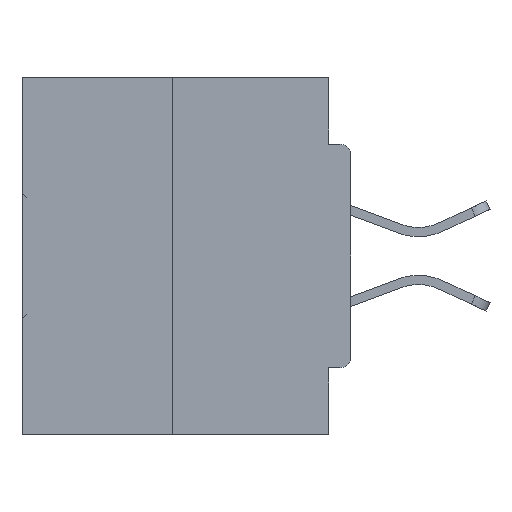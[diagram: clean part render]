
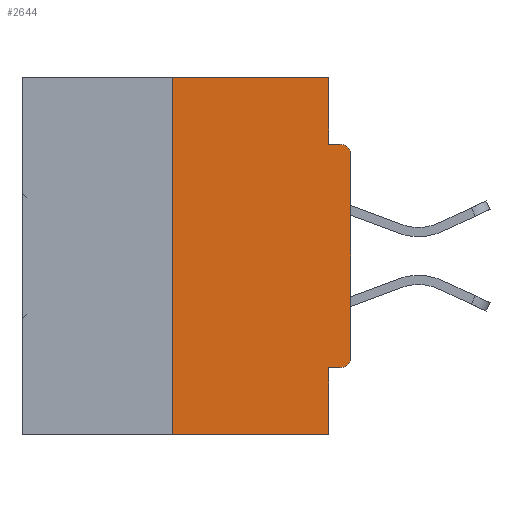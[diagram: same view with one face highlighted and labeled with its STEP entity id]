
A CAD part, left-side view. The second image highlights one B-rep face of the part: STEP entity #2644.
In plain terms, the highlighted planar face has unit normal (-1, 0, 0).
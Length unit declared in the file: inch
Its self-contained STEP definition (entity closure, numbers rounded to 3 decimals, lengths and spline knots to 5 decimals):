
#162 = VECTOR ( 'NONE', #21219, 39.37008 ) ;
#632 = VECTOR ( 'NONE', #18499, 39.37008 ) ;
#688 = FACE_OUTER_BOUND ( 'NONE', #12851, .T. ) ;
#1959 = VECTOR ( 'NONE', #38620, 39.37008 ) ;
#2644 = ADVANCED_FACE ( 'NONE', ( #688 ), #32198, .F. ) ;
#2658 = VECTOR ( 'NONE', #40872, 39.37008 ) ;
#3308 = ORIENTED_EDGE ( 'NONE', *, *, #39836, .F. ) ;
#3361 = EDGE_CURVE ( 'NONE', #24279, #12189, #44860, .T. ) ;
#5009 = DIRECTION ( 'NONE',  ( 0., 0., -1. ) ) ;
#5228 = CARTESIAN_POINT ( 'NONE',  ( 0., 0.015, -0.1085 ) ) ;
#6199 = CARTESIAN_POINT ( 'NONE',  ( 0., 0.25, -0.5 ) ) ;
#6703 = VERTEX_POINT ( 'NONE', #6199 ) ;
#6792 = DIRECTION ( 'NONE',  ( 0., -1., 0. ) ) ;
#7451 = ORIENTED_EDGE ( 'NONE', *, *, #3361, .F. ) ;
#7528 = DIRECTION ( 'NONE',  ( 1., 0., 0. ) ) ;
#8153 = CARTESIAN_POINT ( 'NONE',  ( 0., 0.031, 0. ) ) ;
#8915 = DIRECTION ( 'NONE',  ( 0., 0., -1. ) ) ;
#9106 = DIRECTION ( 'NONE',  ( -1., 0., 0. ) ) ;
#9311 = CARTESIAN_POINT ( 'NONE',  ( 0., 0.031, -0.5 ) ) ;
#11372 = AXIS2_PLACEMENT_3D ( 'NONE', #5228, #9106, #5009 ) ;
#12066 = ORIENTED_EDGE ( 'NONE', *, *, #18230, .F. ) ;
#12189 = VERTEX_POINT ( 'NONE', #9311 ) ;
#12851 = EDGE_LOOP ( 'NONE', ( #38936, #27654, #17815, #7451, #3308, #19873, #22560, #14485, #24020, #12066 ) ) ;
#13541 = CARTESIAN_POINT ( 'NONE',  ( 0., 0.031, -0.5 ) ) ;
#13718 = EDGE_CURVE ( 'NONE', #43709, #43134, #38086, .T. ) ;
#13766 = EDGE_CURVE ( 'NONE', #14647, #25632, #31229, .T. ) ;
#13828 = DIRECTION ( 'NONE',  ( 0., 1., 0. ) ) ;
#13879 = CARTESIAN_POINT ( 'NONE',  ( 0., 0.031, -0.4065 ) ) ;
#14319 = CARTESIAN_POINT ( 'NONE',  ( 0., 0., -0.0935 ) ) ;
#14389 = CARTESIAN_POINT ( 'NONE',  ( 0., 0.46, 0. ) ) ;
#14485 = ORIENTED_EDGE ( 'NONE', *, *, #44398, .T. ) ;
#14647 = VERTEX_POINT ( 'NONE', #25567 ) ;
#15257 = VECTOR ( 'NONE', #8915, 39.37008 ) ;
#15699 = CARTESIAN_POINT ( 'NONE',  ( 0., 0.015, -0.0935 ) ) ;
#16791 = CARTESIAN_POINT ( 'NONE',  ( 0., 0., -0.1085 ) ) ;
#16858 = DIRECTION ( 'NONE',  ( 0., -1., 0. ) ) ;
#17815 = ORIENTED_EDGE ( 'NONE', *, *, #40726, .T. ) ;
#18230 = EDGE_CURVE ( 'NONE', #25632, #43709, #42518, .T. ) ;
#18499 = DIRECTION ( 'NONE',  ( 0., 0., -1. ) ) ;
#18508 = LINE ( 'NONE', #32002, #1959 ) ;
#19370 = CIRCLE ( 'NONE', #23026, 0.015 ) ;
#19873 = ORIENTED_EDGE ( 'NONE', *, *, #44229, .T. ) ;
#20031 = VERTEX_POINT ( 'NONE', #39925 ) ;
#20702 = VERTEX_POINT ( 'NONE', #16791 ) ;
#20821 = VECTOR ( 'NONE', #6792, 39.37008 ) ;
#20828 = CIRCLE ( 'NONE', #11372, 0.015 ) ;
#21219 = DIRECTION ( 'NONE',  ( 0., -1., 0. ) ) ;
#21703 = CARTESIAN_POINT ( 'NONE',  ( 0., 0.031, 0. ) ) ;
#22246 = EDGE_CURVE ( 'NONE', #20031, #20702, #18508, .T. ) ;
#22560 = ORIENTED_EDGE ( 'NONE', *, *, #22246, .T. ) ;
#23026 = AXIS2_PLACEMENT_3D ( 'NONE', #33658, #35219, #41865 ) ;
#23191 = CARTESIAN_POINT ( 'NONE',  ( 0., 0.031, -0.0935 ) ) ;
#24020 = ORIENTED_EDGE ( 'NONE', *, *, #13718, .F. ) ;
#24279 = VERTEX_POINT ( 'NONE', #13879 ) ;
#25567 = CARTESIAN_POINT ( 'NONE',  ( 0., 0.25, 0. ) ) ;
#25632 = VERTEX_POINT ( 'NONE', #8153 ) ;
#26911 = CARTESIAN_POINT ( 'NONE',  ( 0., 0.25, 0. ) ) ;
#27654 = ORIENTED_EDGE ( 'NONE', *, *, #33195, .F. ) ;
#28751 = DIRECTION ( 'NONE',  ( 0., 0., -1. ) ) ;
#31229 = LINE ( 'NONE', #34900, #42736 ) ;
#31456 = VECTOR ( 'NONE', #13828, 39.37008 ) ;
#31505 = CARTESIAN_POINT ( 'NONE',  ( 0., 0.46, -0.5 ) ) ;
#32002 = CARTESIAN_POINT ( 'NONE',  ( 0., 0., 0. ) ) ;
#32198 = PLANE ( 'NONE',  #40609 ) ;
#33195 = EDGE_CURVE ( 'NONE', #6703, #14647, #37418, .T. ) ;
#33658 = CARTESIAN_POINT ( 'NONE',  ( 0., 0.015, -0.3915 ) ) ;
#34841 = CARTESIAN_POINT ( 'NONE',  ( 0., 0., -0.4065 ) ) ;
#34900 = CARTESIAN_POINT ( 'NONE',  ( 0., 0.46, 0. ) ) ;
#35219 = DIRECTION ( 'NONE',  ( -1., 0., 0. ) ) ;
#35552 = CARTESIAN_POINT ( 'NONE',  ( 0., 0.015, -0.4065 ) ) ;
#37276 = VERTEX_POINT ( 'NONE', #35552 ) ;
#37418 = LINE ( 'NONE', #26911, #2658 ) ;
#38086 = LINE ( 'NONE', #14319, #20821 ) ;
#38353 = LINE ( 'NONE', #31505, #162 ) ;
#38620 = DIRECTION ( 'NONE',  ( 0., 0., 1. ) ) ;
#38936 = ORIENTED_EDGE ( 'NONE', *, *, #13766, .F. ) ;
#39836 = EDGE_CURVE ( 'NONE', #37276, #24279, #44907, .T. ) ;
#39925 = CARTESIAN_POINT ( 'NONE',  ( 0., 0., -0.3915 ) ) ;
#40609 = AXIS2_PLACEMENT_3D ( 'NONE', #14389, #7528, #28751 ) ;
#40726 = EDGE_CURVE ( 'NONE', #6703, #12189, #38353, .T. ) ;
#40872 = DIRECTION ( 'NONE',  ( 0., 0., 1. ) ) ;
#41865 = DIRECTION ( 'NONE',  ( 0., 0., -1. ) ) ;
#42518 = LINE ( 'NONE', #21703, #632 ) ;
#42736 = VECTOR ( 'NONE', #16858, 39.37008 ) ;
#43134 = VERTEX_POINT ( 'NONE', #15699 ) ;
#43709 = VERTEX_POINT ( 'NONE', #23191 ) ;
#44229 = EDGE_CURVE ( 'NONE', #37276, #20031, #19370, .T. ) ;
#44398 = EDGE_CURVE ( 'NONE', #20702, #43134, #20828, .T. ) ;
#44860 = LINE ( 'NONE', #13541, #15257 ) ;
#44907 = LINE ( 'NONE', #34841, #31456 ) ;
